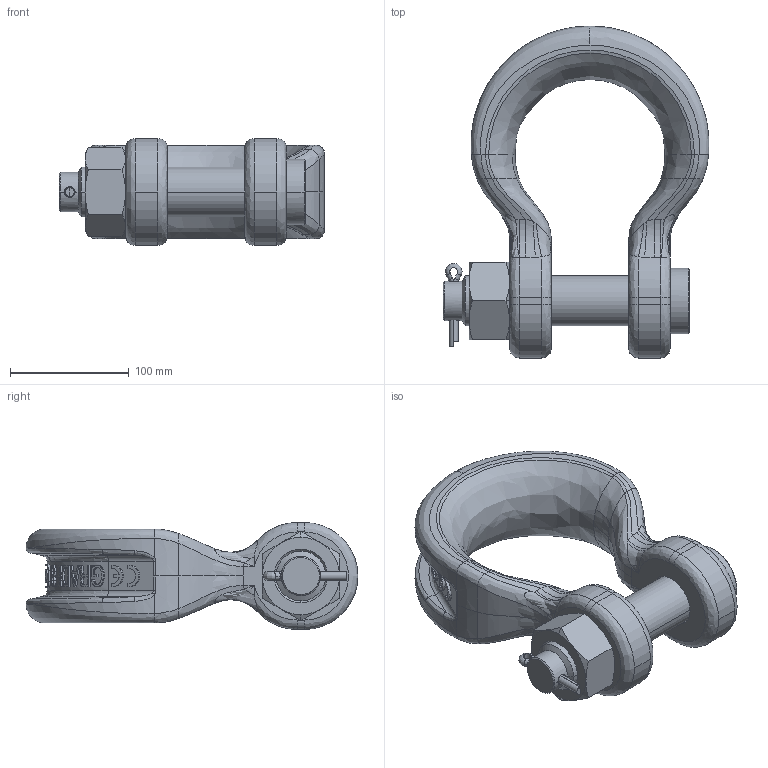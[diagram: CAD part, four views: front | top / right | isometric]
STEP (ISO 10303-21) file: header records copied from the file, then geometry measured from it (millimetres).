
FILE_DESCRIPTION(('STEP AP214'),'1');
FILE_NAME('slgpf0030.stp','2017-03-31T06:17:15',('TraceParts'),('TraceParts S.A.'),'Spatial InterOp 3D',' ',' ');
FILE_SCHEMA(('automotive_design'));
Length unit declared in the file: millimetre
Products named in the file (4): slgpf0030_1; slgpf0030_2; slgpf0030_3; slgpf0030_4
Bounding box: 223.5 x 279 x 90 mm (x, y, z)
Volume: 1596823.7 mm3; surface area: 186069.7 mm2
Topology: 4 solids, 4 shells, 595 faces, 1509 edges, 945 vertices
Faces by surface type: bspline 269, plane 188, cylinder 104, cone 34
Entity records: 60937 total; most frequent: CARTESIAN_POINT 43903, ORIENTED_EDGE 3002, DIRECTION 1717, EDGE_CURVE 1501, VERTEX_POINT 945, B_SPLINE_CURVE_WITH_KNOTS 727, EDGE_LOOP 634, AXIS2_PLACEMENT_3D 628
